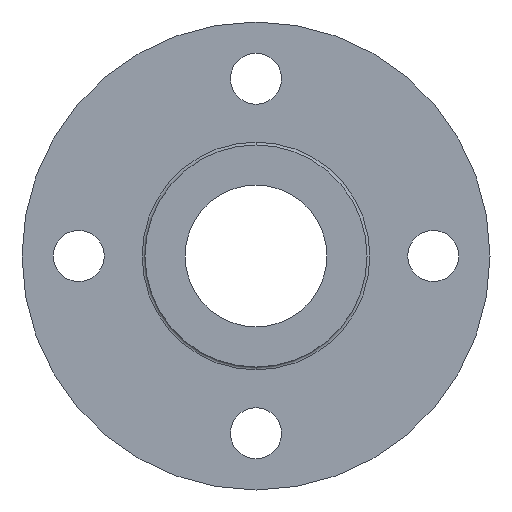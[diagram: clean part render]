
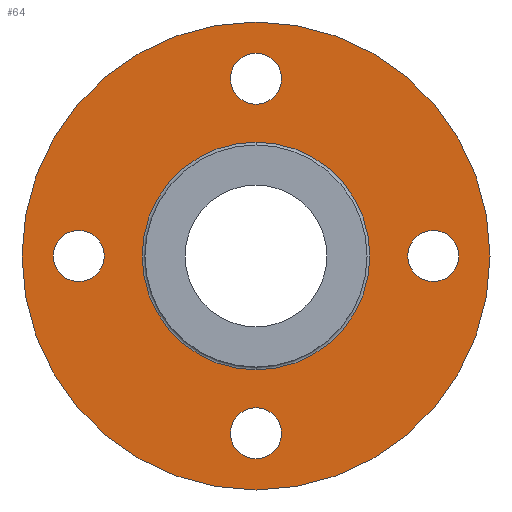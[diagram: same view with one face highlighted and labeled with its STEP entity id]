
A CAD part, front view. The second image highlights one B-rep face of the part: STEP entity #64.
In plain terms, the highlighted planar face has unit normal (0, -1, 0).
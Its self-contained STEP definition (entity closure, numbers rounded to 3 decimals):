
#3 = DIRECTION ( 'NONE',  ( 0., 1., 0. ) ) ;
#7 = AXIS2_PLACEMENT_3D ( 'NONE', #453, #851, #360 ) ;
#20 = DIRECTION ( 'NONE',  ( 0., 0., 1. ) ) ;
#21 = ORIENTED_EDGE ( 'NONE', *, *, #541, .T. ) ;
#22 = ORIENTED_EDGE ( 'NONE', *, *, #907, .T. ) ;
#29 = CARTESIAN_POINT ( 'NONE',  ( 62.5, 2., -9. ) ) ;
#31 = CARTESIAN_POINT ( 'NONE',  ( 0., 2., -62.5 ) ) ;
#52 = DIRECTION ( 'NONE',  ( 0., 0., 1. ) ) ;
#57 = AXIS2_PLACEMENT_3D ( 'NONE', #809, #637, #242 ) ;
#58 = VERTEX_POINT ( 'NONE', #211 ) ;
#61 = FACE_OUTER_BOUND ( 'NONE', #796, .T. ) ;
#64 = ADVANCED_FACE ( 'NONE', ( #1042, #1145, #249, #79, #651, #61 ), #271, .F. ) ;
#78 = CIRCLE ( 'NONE', #931, 9. ) ;
#79 = FACE_BOUND ( 'NONE', #928, .T. ) ;
#82 = CARTESIAN_POINT ( 'NONE',  ( 0., 2., 53.5 ) ) ;
#86 = ORIENTED_EDGE ( 'NONE', *, *, #497, .T. ) ;
#90 = CARTESIAN_POINT ( 'NONE',  ( 62.5, 2., 0. ) ) ;
#99 = EDGE_CURVE ( 'NONE', #905, #862, #709, .T. ) ;
#102 = ORIENTED_EDGE ( 'NONE', *, *, #972, .T. ) ;
#116 = AXIS2_PLACEMENT_3D ( 'NONE', #1236, #743, #1116 ) ;
#118 = DIRECTION ( 'NONE',  ( 0., -1., 0. ) ) ;
#156 = ORIENTED_EDGE ( 'NONE', *, *, #507, .T. ) ;
#158 = CIRCLE ( 'NONE', #569, 9. ) ;
#202 = CIRCLE ( 'NONE', #798, 9. ) ;
#204 = VERTEX_POINT ( 'NONE', #1087 ) ;
#211 = CARTESIAN_POINT ( 'NONE',  ( -62.5, 2., -9. ) ) ;
#218 = EDGE_LOOP ( 'NONE', ( #575, #790 ) ) ;
#232 = DIRECTION ( 'NONE',  ( 0., 1., 0. ) ) ;
#242 = DIRECTION ( 'NONE',  ( 0., 0., 1. ) ) ;
#249 = FACE_BOUND ( 'NONE', #685, .T. ) ;
#271 = PLANE ( 'NONE',  #1046 ) ;
#288 = EDGE_CURVE ( 'NONE', #900, #551, #403, .T. ) ;
#309 = EDGE_CURVE ( 'NONE', #427, #1268, #78, .T. ) ;
#321 = CIRCLE ( 'NONE', #57, 9. ) ;
#351 = CARTESIAN_POINT ( 'NONE',  ( 0., 2., 82.5 ) ) ;
#360 = DIRECTION ( 'NONE',  ( 0., 0., -1. ) ) ;
#368 = DIRECTION ( 'NONE',  ( 0., 1., 0. ) ) ;
#393 = DIRECTION ( 'NONE',  ( 0., 1., 0. ) ) ;
#399 = EDGE_LOOP ( 'NONE', ( #983, #693 ) ) ;
#403 = CIRCLE ( 'NONE', #674, 9. ) ;
#416 = DIRECTION ( 'NONE',  ( 0., 1., 0. ) ) ;
#419 = VERTEX_POINT ( 'NONE', #821 ) ;
#427 = VERTEX_POINT ( 'NONE', #29 ) ;
#453 = CARTESIAN_POINT ( 'NONE',  ( 0., 2., 0. ) ) ;
#456 = CARTESIAN_POINT ( 'NONE',  ( 62.5, 2., 9. ) ) ;
#458 = CARTESIAN_POINT ( 'NONE',  ( 0., 2., -40.146 ) ) ;
#497 = EDGE_CURVE ( 'NONE', #419, #204, #974, .T. ) ;
#507 = EDGE_CURVE ( 'NONE', #551, #900, #321, .T. ) ;
#508 = CARTESIAN_POINT ( 'NONE',  ( 0., 2., 0. ) ) ;
#524 = CARTESIAN_POINT ( 'NONE',  ( 0., 2., -82.5 ) ) ;
#541 = EDGE_CURVE ( 'NONE', #204, #419, #202, .T. ) ;
#551 = VERTEX_POINT ( 'NONE', #1014 ) ;
#560 = EDGE_CURVE ( 'NONE', #589, #58, #1224, .T. ) ;
#569 = AXIS2_PLACEMENT_3D ( 'NONE', #1092, #393, #20 ) ;
#575 = ORIENTED_EDGE ( 'NONE', *, *, #99, .F. ) ;
#584 = EDGE_CURVE ( 'NONE', #1268, #427, #740, .T. ) ;
#589 = VERTEX_POINT ( 'NONE', #915 ) ;
#595 = EDGE_LOOP ( 'NONE', ( #156, #1106 ) ) ;
#603 = DIRECTION ( 'NONE',  ( 0., 0., 1. ) ) ;
#617 = DIRECTION ( 'NONE',  ( 0., 0., 1. ) ) ;
#624 = DIRECTION ( 'NONE',  ( 0., 0., 1. ) ) ;
#637 = DIRECTION ( 'NONE',  ( 0., 1., 0. ) ) ;
#648 = CIRCLE ( 'NONE', #1025, 82.5 ) ;
#651 = FACE_BOUND ( 'NONE', #218, .T. ) ;
#674 = AXIS2_PLACEMENT_3D ( 'NONE', #1188, #3, #701 ) ;
#685 = EDGE_LOOP ( 'NONE', ( #722, #1189 ) ) ;
#692 = DIRECTION ( 'NONE',  ( 0., 1., 0. ) ) ;
#693 = ORIENTED_EDGE ( 'NONE', *, *, #1005, .T. ) ;
#701 = DIRECTION ( 'NONE',  ( 0., 0., 1. ) ) ;
#709 = CIRCLE ( 'NONE', #7, 40.146 ) ;
#720 = DIRECTION ( 'NONE',  ( 0., 1., 0. ) ) ;
#722 = ORIENTED_EDGE ( 'NONE', *, *, #584, .T. ) ;
#735 = CARTESIAN_POINT ( 'NONE',  ( -62.5, 2., 0. ) ) ;
#740 = CIRCLE ( 'NONE', #116, 9. ) ;
#743 = DIRECTION ( 'NONE',  ( 0., 1., 0. ) ) ;
#769 = CARTESIAN_POINT ( 'NONE',  ( 0., 2., 0. ) ) ;
#790 = ORIENTED_EDGE ( 'NONE', *, *, #1020, .F. ) ;
#796 = EDGE_LOOP ( 'NONE', ( #22, #102 ) ) ;
#798 = AXIS2_PLACEMENT_3D ( 'NONE', #31, #416, #624 ) ;
#799 = CARTESIAN_POINT ( 'NONE',  ( 0., 2., 0. ) ) ;
#809 = CARTESIAN_POINT ( 'NONE',  ( 0., 2., 62.5 ) ) ;
#821 = CARTESIAN_POINT ( 'NONE',  ( 0., 2., -53.5 ) ) ;
#836 = AXIS2_PLACEMENT_3D ( 'NONE', #799, #118, #1104 ) ;
#850 = DIRECTION ( 'NONE',  ( 0., 0., -1. ) ) ;
#851 = DIRECTION ( 'NONE',  ( 0., -1., 0. ) ) ;
#862 = VERTEX_POINT ( 'NONE', #981 ) ;
#886 = AXIS2_PLACEMENT_3D ( 'NONE', #934, #720, #617 ) ;
#892 = DIRECTION ( 'NONE',  ( 0., 0., -1. ) ) ;
#900 = VERTEX_POINT ( 'NONE', #82 ) ;
#905 = VERTEX_POINT ( 'NONE', #458 ) ;
#907 = EDGE_CURVE ( 'NONE', #1191, #1127, #967, .T. ) ;
#915 = CARTESIAN_POINT ( 'NONE',  ( -62.5, 2., 9. ) ) ;
#926 = AXIS2_PLACEMENT_3D ( 'NONE', #735, #232, #1214 ) ;
#928 = EDGE_LOOP ( 'NONE', ( #86, #21 ) ) ;
#931 = AXIS2_PLACEMENT_3D ( 'NONE', #90, #692, #603 ) ;
#934 = CARTESIAN_POINT ( 'NONE',  ( 0., 2., -62.5 ) ) ;
#946 = CIRCLE ( 'NONE', #836, 40.146 ) ;
#967 = CIRCLE ( 'NONE', #1280, 82.5 ) ;
#972 = EDGE_CURVE ( 'NONE', #1127, #1191, #648, .T. ) ;
#974 = CIRCLE ( 'NONE', #886, 9. ) ;
#981 = CARTESIAN_POINT ( 'NONE',  ( 0., 2., 40.146 ) ) ;
#983 = ORIENTED_EDGE ( 'NONE', *, *, #560, .T. ) ;
#1005 = EDGE_CURVE ( 'NONE', #58, #589, #158, .T. ) ;
#1014 = CARTESIAN_POINT ( 'NONE',  ( 0., 2., 71.5 ) ) ;
#1020 = EDGE_CURVE ( 'NONE', #862, #905, #946, .T. ) ;
#1025 = AXIS2_PLACEMENT_3D ( 'NONE', #508, #1215, #892 ) ;
#1042 = FACE_BOUND ( 'NONE', #399, .T. ) ;
#1046 = AXIS2_PLACEMENT_3D ( 'NONE', #1173, #368, #52 ) ;
#1087 = CARTESIAN_POINT ( 'NONE',  ( 0., 2., -71.5 ) ) ;
#1092 = CARTESIAN_POINT ( 'NONE',  ( -62.5, 2., 0. ) ) ;
#1104 = DIRECTION ( 'NONE',  ( 0., 0., -1. ) ) ;
#1106 = ORIENTED_EDGE ( 'NONE', *, *, #288, .T. ) ;
#1116 = DIRECTION ( 'NONE',  ( 0., 0., 1. ) ) ;
#1127 = VERTEX_POINT ( 'NONE', #351 ) ;
#1145 = FACE_BOUND ( 'NONE', #595, .T. ) ;
#1173 = CARTESIAN_POINT ( 'NONE',  ( -40.146, 2., 0. ) ) ;
#1180 = DIRECTION ( 'NONE',  ( 0., -1., 0. ) ) ;
#1188 = CARTESIAN_POINT ( 'NONE',  ( 0., 2., 62.5 ) ) ;
#1189 = ORIENTED_EDGE ( 'NONE', *, *, #309, .T. ) ;
#1191 = VERTEX_POINT ( 'NONE', #524 ) ;
#1214 = DIRECTION ( 'NONE',  ( 0., 0., 1. ) ) ;
#1215 = DIRECTION ( 'NONE',  ( 0., -1., 0. ) ) ;
#1224 = CIRCLE ( 'NONE', #926, 9. ) ;
#1236 = CARTESIAN_POINT ( 'NONE',  ( 62.5, 2., 0. ) ) ;
#1268 = VERTEX_POINT ( 'NONE', #456 ) ;
#1280 = AXIS2_PLACEMENT_3D ( 'NONE', #769, #1180, #850 ) ;
